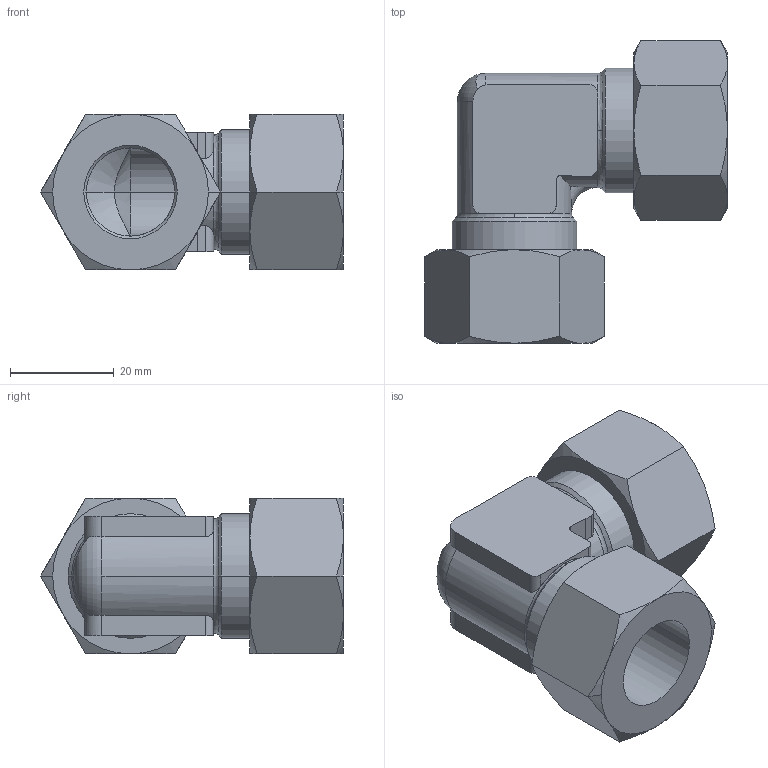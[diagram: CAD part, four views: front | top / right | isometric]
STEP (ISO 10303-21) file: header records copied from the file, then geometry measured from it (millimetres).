
FILE_DESCRIPTION(('STEP AP214'),'1');
FILE_NAME('0102_18_00.stp','2016-07-07T14:21:09',('TraceParts'),('TraceParts S.A.'),'Spatial InterOp 3D',' ',' ');
FILE_SCHEMA(('automotive_design'));
Length unit declared in the file: millimetre
Products named in the file (1): 1
Bounding box: 58.32 x 58.32 x 30 mm (x, y, z)
Volume: 28924.3 mm3; surface area: 13491.9 mm2
Topology: 1 solids, 1 shells, 124 faces, 303 edges, 183 vertices
Faces by surface type: cone 44, cylinder 40, plane 33, torus 7
Entity records: 4053 total; most frequent: CARTESIAN_POINT 1267, ORIENTED_EDGE 606, DIRECTION 578, EDGE_CURVE 303, AXIS2_PLACEMENT_3D 240, VERTEX_POINT 183, EDGE_LOOP 128, ADVANCED_FACE 124
